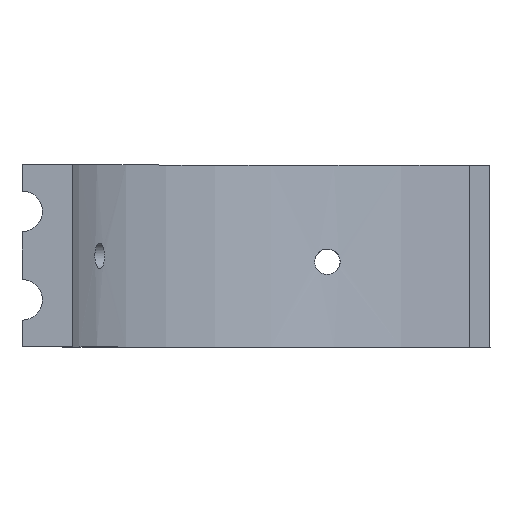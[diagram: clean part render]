
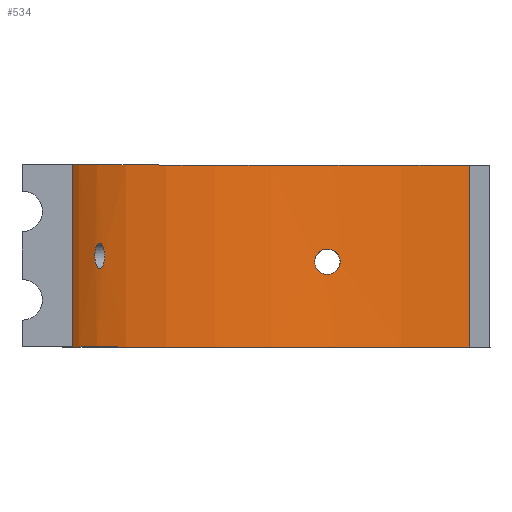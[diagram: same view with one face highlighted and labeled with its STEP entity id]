
A CAD part, top view. The second image highlights one B-rep face of the part: STEP entity #534.
In plain terms, the highlighted cylindrical face has radius 39 mm (diameter 78 mm), a partial arc.
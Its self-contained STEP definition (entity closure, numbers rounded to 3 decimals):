
#16=FACE_BOUND('',#95,.T.);
#17=FACE_BOUND('',#96,.T.);
#24=B_SPLINE_CURVE_WITH_KNOTS('',3,(#985,#986,#987,#988,#989,#990,#991,
#992,#993,#994),.UNSPECIFIED.,.F.,.F.,(4,2,2,2,4),(0.585,0.636,
0.687,0.734,0.781),.UNSPECIFIED.);
#25=B_SPLINE_CURVE_WITH_KNOTS('',3,(#995,#996,#997,#998,#999,#1000,#1001,
#1002,#1003,#1004,#1005,#1006,#1007,#1008,#1009,#1010,#1011,#1012,#1013,
#1014,#1015,#1016,#1017,#1018,#1019,#1020),.UNSPECIFIED.,.F.,.F.,(4,2,2,
2,2,2,2,2,2,2,2,2,4),(0.,0.047,0.094,0.145,
0.196,0.246,0.296,0.343,0.39,
0.438,0.486,0.535,0.585),
 .UNSPECIFIED.);
#26=B_SPLINE_CURVE_WITH_KNOTS('',3,(#1029,#1030,#1031,#1032,#1033,#1034,
#1035,#1036,#1037,#1038,#1039,#1040,#1041,#1042,#1043,#1044,#1045,#1046,
#1047,#1048,#1049,#1050,#1051,#1052,#1053,#1054),.UNSPECIFIED.,.F.,.F.,
(4,2,2,2,2,2,2,2,2,2,2,2,4),(0.195,0.245,0.295,
0.342,0.39,0.437,0.484,
0.535,0.586,0.637,0.687,
0.734,0.781),.UNSPECIFIED.);
#27=B_SPLINE_CURVE_WITH_KNOTS('',3,(#1055,#1056,#1057,#1058,#1059,#1060,
#1061,#1062,#1063,#1064),.UNSPECIFIED.,.F.,.F.,(4,2,2,2,4),(0.,0.048,
0.095,0.145,0.195),.UNSPECIFIED.);
#37=CYLINDRICAL_SURFACE('',#597,39.);
#65=FACE_OUTER_BOUND('',#94,.T.);
#94=EDGE_LOOP('',(#475,#476,#477,#478));
#95=EDGE_LOOP('',(#479,#480));
#96=EDGE_LOOP('',(#481,#482));
#111=LINE('',#785,#157);
#132=LINE('',#843,#178);
#157=VECTOR('',#636,10.);
#178=VECTOR('',#689,10.);
#209=CIRCLE('',#593,39.);
#211=CIRCLE('',#596,39.);
#225=VERTEX_POINT('',#783);
#226=VERTEX_POINT('',#784);
#246=VERTEX_POINT('',#841);
#247=VERTEX_POINT('',#842);
#258=VERTEX_POINT('',#982);
#259=VERTEX_POINT('',#984);
#260=VERTEX_POINT('',#1027);
#261=VERTEX_POINT('',#1028);
#279=EDGE_CURVE('',#225,#226,#111,.T.);
#307=EDGE_CURVE('',#246,#247,#132,.T.);
#331=EDGE_CURVE('',#259,#258,#24,.F.);
#332=EDGE_CURVE('',#258,#259,#25,.F.);
#333=EDGE_CURVE('',#226,#246,#209,.T.);
#335=EDGE_CURVE('',#247,#225,#211,.T.);
#336=EDGE_CURVE('',#260,#261,#26,.F.);
#337=EDGE_CURVE('',#261,#260,#27,.F.);
#475=ORIENTED_EDGE('',*,*,#335,.F.);
#476=ORIENTED_EDGE('',*,*,#307,.F.);
#477=ORIENTED_EDGE('',*,*,#333,.F.);
#478=ORIENTED_EDGE('',*,*,#279,.F.);
#479=ORIENTED_EDGE('',*,*,#331,.T.);
#480=ORIENTED_EDGE('',*,*,#332,.T.);
#481=ORIENTED_EDGE('',*,*,#336,.T.);
#482=ORIENTED_EDGE('',*,*,#337,.T.);
#534=ADVANCED_FACE('',(#65,#16,#17),#37,.F.);
#593=AXIS2_PLACEMENT_3D('',#1022,#731,#732);
#596=AXIS2_PLACEMENT_3D('',#1025,#737,#738);
#597=AXIS2_PLACEMENT_3D('',#1026,#739,#740);
#636=DIRECTION('',(0.,1.,0.));
#689=DIRECTION('',(0.,-1.,0.));
#731=DIRECTION('center_axis',(0.,-1.,0.));
#732=DIRECTION('ref_axis',(0.,0.,-1.));
#737=DIRECTION('center_axis',(0.,1.,0.));
#738=DIRECTION('ref_axis',(0.,0.,-1.));
#739=DIRECTION('center_axis',(0.,-1.,0.));
#740=DIRECTION('ref_axis',(0.,0.,-1.));
#783=CARTESIAN_POINT('',(-31.056,31.937,10.165));
#784=CARTESIAN_POINT('',(-31.056,49.837,10.165));
#785=CARTESIAN_POINT('',(-31.056,49.837,10.165));
#841=CARTESIAN_POINT('',(7.944,49.837,-28.835));
#842=CARTESIAN_POINT('',(7.944,31.937,-28.835));
#843=CARTESIAN_POINT('',(7.944,49.837,-28.835));
#982=CARTESIAN_POINT('',(-6.038,41.6,-26.243));
#984=CARTESIAN_POINT('',(-7.288,40.35,-25.738));
#985=CARTESIAN_POINT('Ctrl Pts',(-6.038,41.6,-26.243));
#986=CARTESIAN_POINT('Ctrl Pts',(-6.197,41.6,-26.182));
#987=CARTESIAN_POINT('Ctrl Pts',(-6.366,41.568,-26.116));
#988=CARTESIAN_POINT('Ctrl Pts',(-6.678,41.437,-25.991));
#989=CARTESIAN_POINT('Ctrl Pts',(-6.821,41.337,-25.932));
#990=CARTESIAN_POINT('Ctrl Pts',(-7.04,41.112,-25.842));
#991=CARTESIAN_POINT('Ctrl Pts',(-7.133,40.975,-25.803));
#992=CARTESIAN_POINT('Ctrl Pts',(-7.257,40.672,-25.751));
#993=CARTESIAN_POINT('Ctrl Pts',(-7.288,40.506,-25.738));
#994=CARTESIAN_POINT('Ctrl Pts',(-7.288,40.35,-25.738));
#995=CARTESIAN_POINT('Ctrl Pts',(-7.288,40.35,-25.738));
#996=CARTESIAN_POINT('Ctrl Pts',(-7.288,40.193,-25.738));
#997=CARTESIAN_POINT('Ctrl Pts',(-7.257,40.027,-25.751));
#998=CARTESIAN_POINT('Ctrl Pts',(-7.133,39.724,-25.803));
#999=CARTESIAN_POINT('Ctrl Pts',(-7.04,39.587,-25.842));
#1000=CARTESIAN_POINT('Ctrl Pts',(-6.821,39.362,-25.932));
#1001=CARTESIAN_POINT('Ctrl Pts',(-6.678,39.263,-25.991));
#1002=CARTESIAN_POINT('Ctrl Pts',(-6.366,39.131,-26.116));
#1003=CARTESIAN_POINT('Ctrl Pts',(-6.197,39.1,-26.182));
#1004=CARTESIAN_POINT('Ctrl Pts',(-5.881,39.1,-26.303));
#1005=CARTESIAN_POINT('Ctrl Pts',(-5.713,39.131,-26.366));
#1006=CARTESIAN_POINT('Ctrl Pts',(-5.401,39.261,-26.481));
#1007=CARTESIAN_POINT('Ctrl Pts',(-5.257,39.36,-26.533));
#1008=CARTESIAN_POINT('Ctrl Pts',(-5.038,39.585,-26.612));
#1009=CARTESIAN_POINT('Ctrl Pts',(-4.944,39.723,-26.644));
#1010=CARTESIAN_POINT('Ctrl Pts',(-4.819,40.027,-26.688));
#1011=CARTESIAN_POINT('Ctrl Pts',(-4.788,40.193,-26.698));
#1012=CARTESIAN_POINT('Ctrl Pts',(-4.788,40.509,-26.698));
#1013=CARTESIAN_POINT('Ctrl Pts',(-4.82,40.677,-26.687));
#1014=CARTESIAN_POINT('Ctrl Pts',(-4.949,40.985,-26.643));
#1015=CARTESIAN_POINT('Ctrl Pts',(-5.045,41.124,-26.609));
#1016=CARTESIAN_POINT('Ctrl Pts',(-5.268,41.347,-26.53));
#1017=CARTESIAN_POINT('Ctrl Pts',(-5.41,41.443,-26.478));
#1018=CARTESIAN_POINT('Ctrl Pts',(-5.718,41.569,-26.364));
#1019=CARTESIAN_POINT('Ctrl Pts',(-5.884,41.6,-26.302));
#1020=CARTESIAN_POINT('Ctrl Pts',(-6.038,41.6,-26.243));
#1022=CARTESIAN_POINT('Origin',(7.944,49.837,10.165));
#1025=CARTESIAN_POINT('Origin',(7.944,31.937,10.165));
#1026=CARTESIAN_POINT('Origin',(7.944,49.837,10.165));
#1027=CARTESIAN_POINT('',(-28.896,40.887,-2.635));
#1028=CARTESIAN_POINT('',(-28.438,39.637,-3.885));
#1029=CARTESIAN_POINT('Ctrl Pts',(-28.438,39.637,-3.885));
#1030=CARTESIAN_POINT('Ctrl Pts',(-28.378,39.637,-4.041));
#1031=CARTESIAN_POINT('Ctrl Pts',(-28.312,39.668,-4.207));
#1032=CARTESIAN_POINT('Ctrl Pts',(-28.189,39.794,-4.514));
#1033=CARTESIAN_POINT('Ctrl Pts',(-28.131,39.89,-4.656));
#1034=CARTESIAN_POINT('Ctrl Pts',(-28.039,40.111,-4.878));
#1035=CARTESIAN_POINT('Ctrl Pts',(-27.998,40.25,-4.974));
#1036=CARTESIAN_POINT('Ctrl Pts',(-27.944,40.558,-5.103));
#1037=CARTESIAN_POINT('Ctrl Pts',(-27.93,40.727,-5.135));
#1038=CARTESIAN_POINT('Ctrl Pts',(-27.93,41.043,-5.135));
#1039=CARTESIAN_POINT('Ctrl Pts',(-27.943,41.209,-5.104));
#1040=CARTESIAN_POINT('Ctrl Pts',(-27.996,41.512,-4.98));
#1041=CARTESIAN_POINT('Ctrl Pts',(-28.035,41.65,-4.887));
#1042=CARTESIAN_POINT('Ctrl Pts',(-28.125,41.875,-4.669));
#1043=CARTESIAN_POINT('Ctrl Pts',(-28.184,41.974,-4.525));
#1044=CARTESIAN_POINT('Ctrl Pts',(-28.31,42.105,-4.213));
#1045=CARTESIAN_POINT('Ctrl Pts',(-28.376,42.137,-4.044));
#1046=CARTESIAN_POINT('Ctrl Pts',(-28.498,42.137,-3.729));
#1047=CARTESIAN_POINT('Ctrl Pts',(-28.562,42.106,-3.56));
#1048=CARTESIAN_POINT('Ctrl Pts',(-28.678,41.975,-3.248));
#1049=CARTESIAN_POINT('Ctrl Pts',(-28.73,41.876,-3.104));
#1050=CARTESIAN_POINT('Ctrl Pts',(-28.808,41.651,-2.885));
#1051=CARTESIAN_POINT('Ctrl Pts',(-28.841,41.513,-2.791));
#1052=CARTESIAN_POINT('Ctrl Pts',(-28.885,41.209,-2.666));
#1053=CARTESIAN_POINT('Ctrl Pts',(-28.896,41.043,-2.635));
#1054=CARTESIAN_POINT('Ctrl Pts',(-28.896,40.887,-2.635));
#1055=CARTESIAN_POINT('Ctrl Pts',(-28.896,40.887,-2.635));
#1056=CARTESIAN_POINT('Ctrl Pts',(-28.896,40.728,-2.635));
#1057=CARTESIAN_POINT('Ctrl Pts',(-28.885,40.559,-2.668));
#1058=CARTESIAN_POINT('Ctrl Pts',(-28.84,40.251,-2.796));
#1059=CARTESIAN_POINT('Ctrl Pts',(-28.806,40.112,-2.892));
#1060=CARTESIAN_POINT('Ctrl Pts',(-28.726,39.89,-3.115));
#1061=CARTESIAN_POINT('Ctrl Pts',(-28.674,39.794,-3.257));
#1062=CARTESIAN_POINT('Ctrl Pts',(-28.56,39.667,-3.565));
#1063=CARTESIAN_POINT('Ctrl Pts',(-28.497,39.637,-3.731));
#1064=CARTESIAN_POINT('Ctrl Pts',(-28.438,39.637,-3.885));
